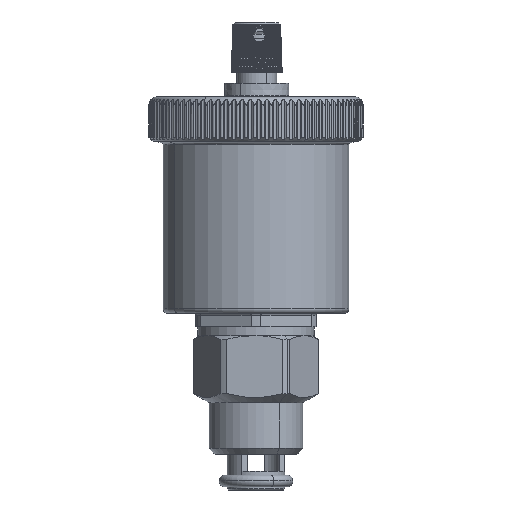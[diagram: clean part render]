
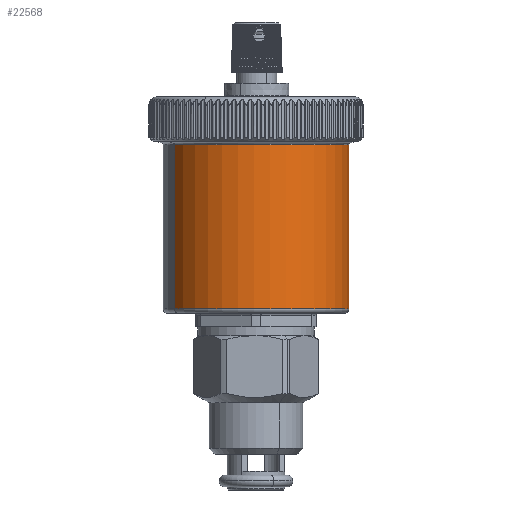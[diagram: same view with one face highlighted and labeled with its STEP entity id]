
A CAD part, front view. The second image highlights one B-rep face of the part: STEP entity #22568.
In plain terms, the highlighted cylindrical face has radius 20.75 mm (diameter 41.5 mm), a partial arc.
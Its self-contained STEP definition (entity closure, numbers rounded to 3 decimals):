
#22492=CARTESIAN_POINT('Vertex',(18.21,9.948,31.5)) ;
#22494=CARTESIAN_POINT('Vertex',(-18.21,-9.948,31.5)) ;
#22514=CARTESIAN_POINT('Axis2P3D Location',(0.,0.,31.5)) ;
#22526=CARTESIAN_POINT('Axis2P3D Location',(0.,0.,46.)) ;
#22535=CARTESIAN_POINT('Vertex',(18.21,9.948,68.116)) ;
#22537=CARTESIAN_POINT('Vertex',(-18.21,-9.948,68.116)) ;
#22540=CARTESIAN_POINT('Line Origine',(18.21,9.948,49.808)) ;
#22545=CARTESIAN_POINT('Line Origine',(-18.21,-9.948,49.808)) ;
#22557=CARTESIAN_POINT('Axis2P3D Location',(0.,0.,68.116)) ;
#22515=DIRECTION('Axis2P3D Direction',(0.,0.,1.)) ;
#22527=DIRECTION('Axis2P3D Direction',(0.,0.,1.)) ;
#22528=DIRECTION('Axis2P3D XDirection',(-0.878,-0.479,0.)) ;
#22541=DIRECTION('Vector Direction',(0.,0.,1.)) ;
#22546=DIRECTION('Vector Direction',(0.,0.,1.)) ;
#22558=DIRECTION('Axis2P3D Direction',(0.,0.,1.)) ;
#22516=AXIS2_PLACEMENT_3D('Circle Axis2P3D',#22514,#22515,$) ;
#22529=AXIS2_PLACEMENT_3D('Cylinder Axis2P3D',#22526,#22527,#22528) ;
#22559=AXIS2_PLACEMENT_3D('Circle Axis2P3D',#22557,#22558,$) ;
#22563=ORIENTED_EDGE('',*,*,#22561,.F.) ;
#22564=ORIENTED_EDGE('',*,*,#22549,.T.) ;
#22565=ORIENTED_EDGE('',*,*,#22518,.T.) ;
#22566=ORIENTED_EDGE('',*,*,#22544,.F.) ;
#22542=VECTOR('Line Direction',#22541,1.) ;
#22547=VECTOR('Line Direction',#22546,1.) ;
#22568=ADVANCED_FACE('PartBody',(#22567),#22530,.T.) ;
#22517=CIRCLE('generated circle',#22516,20.75) ;
#22560=CIRCLE('generated circle',#22559,20.75) ;
#22530=CYLINDRICAL_SURFACE('generated cylinder',#22529,20.75) ;
#22518=EDGE_CURVE('',#22495,#22493,#22517,.T.) ;
#22544=EDGE_CURVE('',#22536,#22493,#22543,.F.) ;
#22549=EDGE_CURVE('',#22538,#22495,#22548,.F.) ;
#22561=EDGE_CURVE('',#22538,#22536,#22560,.T.) ;
#22562=EDGE_LOOP('',(#22563,#22564,#22565,#22566)) ;
#22567=FACE_OUTER_BOUND('',#22562,.T.) ;
#22543=LINE('Line',#22540,#22542) ;
#22548=LINE('Line',#22545,#22547) ;
#22493=VERTEX_POINT('',#22492) ;
#22495=VERTEX_POINT('',#22494) ;
#22536=VERTEX_POINT('',#22535) ;
#22538=VERTEX_POINT('',#22537) ;
